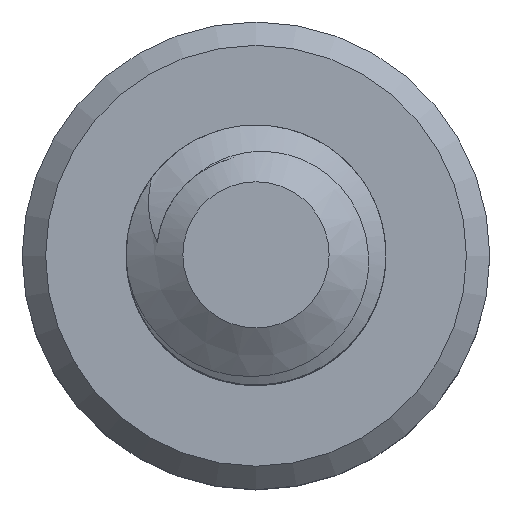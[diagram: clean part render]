
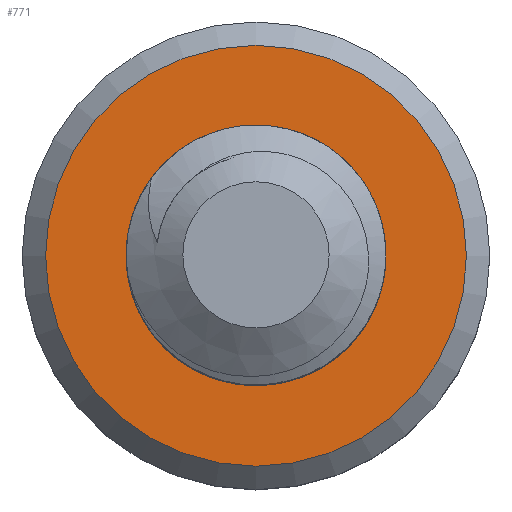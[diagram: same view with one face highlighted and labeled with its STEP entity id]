
A CAD part, top view. The second image highlights one B-rep face of the part: STEP entity #771.
In plain terms, the highlighted planar face has unit normal (0, 0, 1).
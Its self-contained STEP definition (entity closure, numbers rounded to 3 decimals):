
#16=FACE_BOUND('',#125,.T.);
#19=PLANE('',#856);
#77=FACE_OUTER_BOUND('',#124,.T.);
#124=EDGE_LOOP('',(#667,#668));
#125=EDGE_LOOP('',(#669,#670,#671,#672));
#138=CIRCLE('',#805,1.25);
#143=CIRCLE('',#832,2.025);
#144=CIRCLE('',#833,2.025);
#153=CIRCLE('',#847,0.958);
#209=B_SPLINE_CURVE_WITH_KNOTS('',3,(#4987,#4988,#4989,#4990,#4991,#4992,
#4993,#4994,#4995,#4996,#4997,#4998,#4999,#5000,#5001,#5002,#5003,#5004,
#5005,#5006,#5007,#5008,#5009,#5010,#5011,#5012,#5013,#5014,#5015,#5016,
#5017,#5018,#5019,#5020,#5021,#5022,#5023,#5024,#5025,#5026,#5027,#5028,
#5029,#5030,#5031,#5032,#5033,#5034,#5035,#5036,#5037,#5038),
 .UNSPECIFIED.,.F.,.F.,(4,3,3,3,3,3,3,3,3,3,3,3,3,3,3,3,3,4),(0.,0.019,
0.03,0.036,0.049,0.057,
0.064,0.133,0.181,0.204,
0.224,0.238,0.277,0.298,
0.316,0.403,0.474,0.546),
 .UNSPECIFIED.);
#210=B_SPLINE_CURVE_WITH_KNOTS('',3,(#5377,#5378,#5379,#5380,#5381,#5382,
#5383,#5384,#5385,#5386,#5387,#5388,#5389,#5390,#5391,#5392,#5393,#5394,
#5395,#5396,#5397,#5398,#5399,#5400,#5401,#5402,#5403,#5404,#5405,#5406,
#5407,#5408,#5409,#5410),.UNSPECIFIED.,.F.,.F.,(4,3,3,3,3,3,3,3,3,3,3,4),
(0.,0.053,0.057,0.065,0.136,
0.194,0.231,0.291,0.334,
0.386,0.46,0.47),.UNSPECIFIED.);
#289=VERTEX_POINT('',#1044);
#290=VERTEX_POINT('',#1073);
#338=VERTEX_POINT('',#4446);
#339=VERTEX_POINT('',#4448);
#350=VERTEX_POINT('',#4597);
#351=VERTEX_POINT('',#4626);
#364=EDGE_CURVE('',#289,#290,#138,.T.);
#434=EDGE_CURVE('',#339,#338,#143,.T.);
#435=EDGE_CURVE('',#338,#339,#144,.T.);
#452=EDGE_CURVE('',#351,#350,#153,.T.);
#455=EDGE_CURVE('',#350,#290,#209,.T.);
#456=EDGE_CURVE('',#289,#351,#210,.T.);
#667=ORIENTED_EDGE('',*,*,#434,.T.);
#668=ORIENTED_EDGE('',*,*,#435,.T.);
#669=ORIENTED_EDGE('',*,*,#364,.F.);
#670=ORIENTED_EDGE('',*,*,#456,.T.);
#671=ORIENTED_EDGE('',*,*,#452,.T.);
#672=ORIENTED_EDGE('',*,*,#455,.T.);
#771=ADVANCED_FACE('',(#77,#16),#19,.F.);
#805=AXIS2_PLACEMENT_3D('',#1074,#874,#875);
#832=AXIS2_PLACEMENT_3D('',#4449,#950,#951);
#833=AXIS2_PLACEMENT_3D('',#4450,#952,#953);
#847=AXIS2_PLACEMENT_3D('',#4627,#983,#984);
#856=AXIS2_PLACEMENT_3D('',#5422,#1001,#1002);
#874=DIRECTION('center_axis',(0.,0.,1.));
#875=DIRECTION('ref_axis',(1.,0.,0.));
#950=DIRECTION('center_axis',(0.,0.,1.));
#951=DIRECTION('ref_axis',(-1.,0.,0.));
#952=DIRECTION('center_axis',(0.,0.,1.));
#953=DIRECTION('ref_axis',(-1.,0.,0.));
#983=DIRECTION('center_axis',(0.,0.,-1.));
#984=DIRECTION('ref_axis',(1.,0.,0.));
#1001=DIRECTION('center_axis',(0.,0.,-1.));
#1002=DIRECTION('ref_axis',(-1.,0.,0.));
#1044=CARTESIAN_POINT('',(0.797,0.963,-5.));
#1073=CARTESIAN_POINT('',(-0.117,1.245,-5.));
#1074=CARTESIAN_POINT('Origin',(0.,0.,-5.));
#4446=CARTESIAN_POINT('',(2.025,0.,-5.));
#4448=CARTESIAN_POINT('',(-2.025,0.,-5.));
#4449=CARTESIAN_POINT('Origin',(0.,0.,-5.));
#4450=CARTESIAN_POINT('Origin',(0.,0.,-5.));
#4597=CARTESIAN_POINT('',(-0.61,-0.738,-5.));
#4626=CARTESIAN_POINT('',(0.09,-0.954,-5.));
#4627=CARTESIAN_POINT('Origin',(0.,0.,-5.));
#4987=CARTESIAN_POINT('Ctrl Pts',(-0.61,-0.738,
-5.));
#4988=CARTESIAN_POINT('Ctrl Pts',(-0.663,-0.705,
-5.));
#4989=CARTESIAN_POINT('Ctrl Pts',(-0.712,-0.668,
-5.));
#4990=CARTESIAN_POINT('Ctrl Pts',(-0.756,-0.625,
-5.));
#4991=CARTESIAN_POINT('Ctrl Pts',(-0.784,-0.599,
-5.));
#4992=CARTESIAN_POINT('Ctrl Pts',(-0.81,-0.571,
-5.));
#4993=CARTESIAN_POINT('Ctrl Pts',(-0.833,-0.544,
-5.));
#4994=CARTESIAN_POINT('Ctrl Pts',(-0.845,-0.529,
-5.));
#4995=CARTESIAN_POINT('Ctrl Pts',(-0.857,-0.515,
-5.));
#4996=CARTESIAN_POINT('Ctrl Pts',(-0.867,-0.501,
-5.));
#4997=CARTESIAN_POINT('Ctrl Pts',(-0.889,-0.471,
-5.));
#4998=CARTESIAN_POINT('Ctrl Pts',(-0.907,-0.443,
-5.));
#4999=CARTESIAN_POINT('Ctrl Pts',(-0.922,-0.418,
-5.));
#5000=CARTESIAN_POINT('Ctrl Pts',(-0.933,-0.4,
-5.));
#5001=CARTESIAN_POINT('Ctrl Pts',(-0.942,-0.384,
-5.));
#5002=CARTESIAN_POINT('Ctrl Pts',(-0.949,-0.37,
-5.));
#5003=CARTESIAN_POINT('Ctrl Pts',(-0.955,-0.359,
-5.));
#5004=CARTESIAN_POINT('Ctrl Pts',(-0.96,-0.349,
-5.));
#5005=CARTESIAN_POINT('Ctrl Pts',(-0.965,-0.339,
-5.));
#5006=CARTESIAN_POINT('Ctrl Pts',(-1.02,-0.227,-5.));
#5007=CARTESIAN_POINT('Ctrl Pts',(-1.055,-0.107,
-5.));
#5008=CARTESIAN_POINT('Ctrl Pts',(-1.068,0.017,
-5.));
#5009=CARTESIAN_POINT('Ctrl Pts',(-1.077,0.104,-5.));
#5010=CARTESIAN_POINT('Ctrl Pts',(-1.075,0.192,-5.));
#5011=CARTESIAN_POINT('Ctrl Pts',(-1.063,0.279,-5.));
#5012=CARTESIAN_POINT('Ctrl Pts',(-1.057,0.32,-5.));
#5013=CARTESIAN_POINT('Ctrl Pts',(-1.049,0.361,-5.));
#5014=CARTESIAN_POINT('Ctrl Pts',(-1.038,0.401,-5.));
#5015=CARTESIAN_POINT('Ctrl Pts',(-1.029,0.435,-5.));
#5016=CARTESIAN_POINT('Ctrl Pts',(-1.018,0.468,-5.));
#5017=CARTESIAN_POINT('Ctrl Pts',(-1.007,0.499,-5.));
#5018=CARTESIAN_POINT('Ctrl Pts',(-0.998,0.522,
-5.));
#5019=CARTESIAN_POINT('Ctrl Pts',(-0.989,0.544,-5.));
#5020=CARTESIAN_POINT('Ctrl Pts',(-0.979,0.565,
-5.));
#5021=CARTESIAN_POINT('Ctrl Pts',(-0.954,0.622,-5.));
#5022=CARTESIAN_POINT('Ctrl Pts',(-0.925,0.673,
-5.));
#5023=CARTESIAN_POINT('Ctrl Pts',(-0.897,0.718,
-5.));
#5024=CARTESIAN_POINT('Ctrl Pts',(-0.881,0.743,
-5.));
#5025=CARTESIAN_POINT('Ctrl Pts',(-0.865,0.766,
-5.));
#5026=CARTESIAN_POINT('Ctrl Pts',(-0.849,0.787,
-5.));
#5027=CARTESIAN_POINT('Ctrl Pts',(-0.836,0.804,
-5.));
#5028=CARTESIAN_POINT('Ctrl Pts',(-0.824,0.82,
-5.));
#5029=CARTESIAN_POINT('Ctrl Pts',(-0.81,0.836,-5.));
#5030=CARTESIAN_POINT('Ctrl Pts',(-0.744,0.916,-5.));
#5031=CARTESIAN_POINT('Ctrl Pts',(-0.667,0.987,
-5.));
#5032=CARTESIAN_POINT('Ctrl Pts',(-0.583,1.047,-5.));
#5033=CARTESIAN_POINT('Ctrl Pts',(-0.514,1.095,-5.));
#5034=CARTESIAN_POINT('Ctrl Pts',(-0.44,1.137,-5.));
#5035=CARTESIAN_POINT('Ctrl Pts',(-0.363,1.169,-5.));
#5036=CARTESIAN_POINT('Ctrl Pts',(-0.284,1.203,-5.));
#5037=CARTESIAN_POINT('Ctrl Pts',(-0.202,1.228,-5.));
#5038=CARTESIAN_POINT('Ctrl Pts',(-0.117,1.245,-5.));
#5377=CARTESIAN_POINT('Ctrl Pts',(0.797,0.963,-5.));
#5378=CARTESIAN_POINT('Ctrl Pts',(0.92,0.838,-5.));
#5379=CARTESIAN_POINT('Ctrl Pts',(0.993,0.712,-5.));
#5380=CARTESIAN_POINT('Ctrl Pts',(1.035,0.624,-5.));
#5381=CARTESIAN_POINT('Ctrl Pts',(1.039,0.617,-5.));
#5382=CARTESIAN_POINT('Ctrl Pts',(1.042,0.61,-5.));
#5383=CARTESIAN_POINT('Ctrl Pts',(1.045,0.603,-5.));
#5384=CARTESIAN_POINT('Ctrl Pts',(1.051,0.591,-5.));
#5385=CARTESIAN_POINT('Ctrl Pts',(1.056,0.579,-5.));
#5386=CARTESIAN_POINT('Ctrl Pts',(1.061,0.566,-5.));
#5387=CARTESIAN_POINT('Ctrl Pts',(1.108,0.455,-5.));
#5388=CARTESIAN_POINT('Ctrl Pts',(1.136,0.337,-5.));
#5389=CARTESIAN_POINT('Ctrl Pts',(1.146,0.218,-5.));
#5390=CARTESIAN_POINT('Ctrl Pts',(1.153,0.119,-5.));
#5391=CARTESIAN_POINT('Ctrl Pts',(1.148,0.02,-5.));
#5392=CARTESIAN_POINT('Ctrl Pts',(1.13,-0.076,
-5.));
#5393=CARTESIAN_POINT('Ctrl Pts',(1.119,-0.139,-5.));
#5394=CARTESIAN_POINT('Ctrl Pts',(1.102,-0.2,-5.));
#5395=CARTESIAN_POINT('Ctrl Pts',(1.08,-0.261,-5.));
#5396=CARTESIAN_POINT('Ctrl Pts',(1.045,-0.357,-5.));
#5397=CARTESIAN_POINT('Ctrl Pts',(0.996,-0.451,
-5.));
#5398=CARTESIAN_POINT('Ctrl Pts',(0.933,-0.538,
-5.));
#5399=CARTESIAN_POINT('Ctrl Pts',(0.886,-0.602,
-5.));
#5400=CARTESIAN_POINT('Ctrl Pts',(0.832,-0.661,
-5.));
#5401=CARTESIAN_POINT('Ctrl Pts',(0.772,-0.712,
-5.));
#5402=CARTESIAN_POINT('Ctrl Pts',(0.701,-0.773,
-5.));
#5403=CARTESIAN_POINT('Ctrl Pts',(0.621,-0.824,-5.));
#5404=CARTESIAN_POINT('Ctrl Pts',(0.535,-0.863,-5.));
#5405=CARTESIAN_POINT('Ctrl Pts',(0.413,-0.919,
-5.));
#5406=CARTESIAN_POINT('Ctrl Pts',(0.279,-0.95,-5.));
#5407=CARTESIAN_POINT('Ctrl Pts',(0.144,-0.954,
-5.));
#5408=CARTESIAN_POINT('Ctrl Pts',(0.126,-0.954,
-5.));
#5409=CARTESIAN_POINT('Ctrl Pts',(0.108,-0.954,
-5.));
#5410=CARTESIAN_POINT('Ctrl Pts',(0.09,-0.954,
-5.));
#5422=CARTESIAN_POINT('Origin',(0.,0.,-5.));
